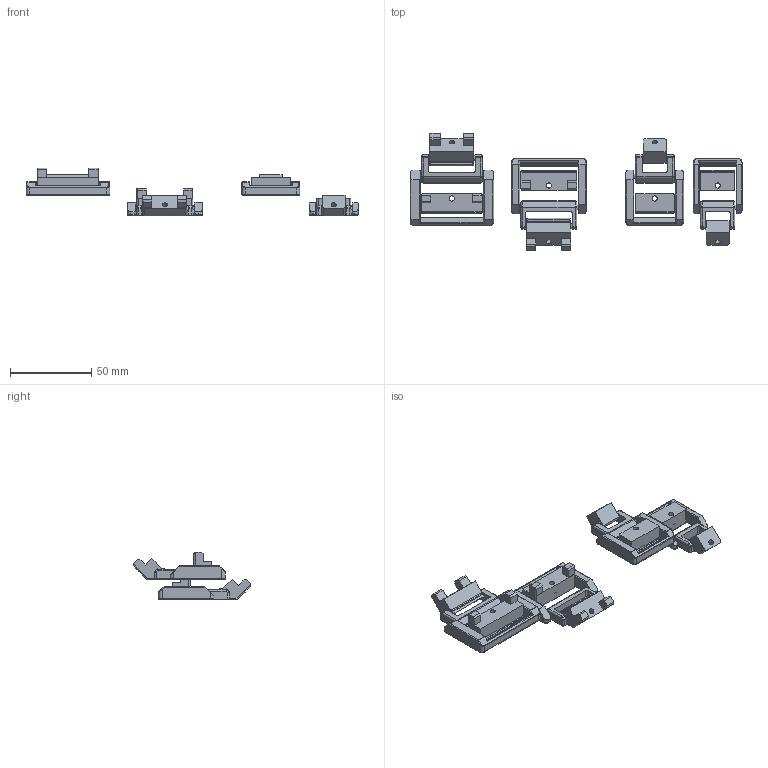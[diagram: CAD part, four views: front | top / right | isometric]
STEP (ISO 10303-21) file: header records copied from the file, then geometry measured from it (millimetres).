
FILE_DESCRIPTION(/* description */ (''),/* implementation_level */ '2;1');
FILE_NAME(/* name */ 'ToggleClamp.stp',/* time_stamp */ '2023-12-09T15:29:12+09:00',/* author */ (''),/* organization */ (''),/* preprocessor_version */ 'ST-DEVELOPER v19.3',/* originating_system */ 'SIEMENS PLM Software NX2212.3001',/* authorisation */ '');
FILE_SCHEMA (('AUTOMOTIVE_DESIGN { 1 0 10303 214 3 1 1 1 }'));
Length unit declared in the file: millimetre
Products named in the file (1): The 100 v1.1_step_objects
Bounding box: 204.6 x 72.15 x 29.57 mm (x, y, z)
Volume: 42627.7 mm3; surface area: 30402.6 mm2
Topology: 16 solids, 16 shells, 662 faces, 1654 edges, 996 vertices
Faces by surface type: plane 298, cylinder 256, sphere 64, bspline 24, cone 16, torus 4
Full cylindrical faces by diameter (mm): 3.2 x8, 5.8 x8
Entity records: 20250 total; most frequent: CARTESIAN_POINT 3869, DIRECTION 3432, ORIENTED_EDGE 3204, EDGE_CURVE 1602, AXIS2_PLACEMENT_3D 1223, VERTEX_POINT 988, LINE 986, VECTOR 986
